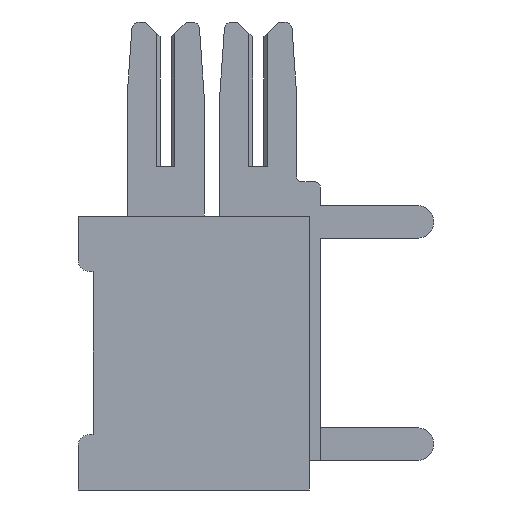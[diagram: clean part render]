
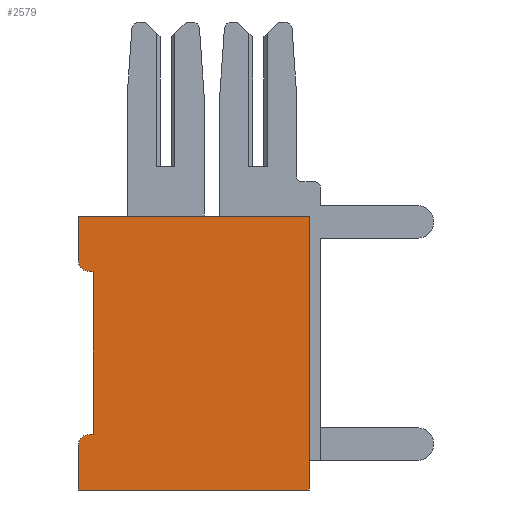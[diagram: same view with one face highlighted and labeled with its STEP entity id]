
A CAD part, left-side view. The second image highlights one B-rep face of the part: STEP entity #2579.
In plain terms, the highlighted planar face has unit normal (-1, 0, 0).
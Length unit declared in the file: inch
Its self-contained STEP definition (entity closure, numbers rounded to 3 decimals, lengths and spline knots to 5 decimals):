
#39 = ORIENTED_EDGE ( 'NONE', *, *, #1627, .F. ) ;
#159 = AXIS2_PLACEMENT_3D ( 'NONE', #7347, #1467, #2310 ) ;
#304 = EDGE_CURVE ( 'NONE', #1608, #3209, #8831, .T. ) ;
#354 = DIRECTION ( 'NONE',  ( 0., -1., 0. ) ) ;
#375 = VECTOR ( 'NONE', #11205, 39.37008 ) ;
#615 = EDGE_CURVE ( 'NONE', #1608, #7006, #9286, .T. ) ;
#745 = LINE ( 'NONE', #9830, #4152 ) ;
#873 = ORIENTED_EDGE ( 'NONE', *, *, #4434, .T. ) ;
#941 = DIRECTION ( 'NONE',  ( 0., -1., 0. ) ) ;
#1041 = VERTEX_POINT ( 'NONE', #9896 ) ;
#1249 = CARTESIAN_POINT ( 'NONE',  ( 0., 0.297, -0.295 ) ) ;
#1288 = EDGE_CURVE ( 'NONE', #1564, #2148, #11122, .T. ) ;
#1467 = DIRECTION ( 'NONE',  ( -1., 0., 0. ) ) ;
#1564 = VERTEX_POINT ( 'NONE', #9150 ) ;
#1608 = VERTEX_POINT ( 'NONE', #12159 ) ;
#1627 = EDGE_CURVE ( 'NONE', #3209, #7874, #5057, .T. ) ;
#1787 = DIRECTION ( 'NONE',  ( 0., 0., 1. ) ) ;
#1843 = VECTOR ( 'NONE', #6672, 39.37008 ) ;
#2015 = CARTESIAN_POINT ( 'NONE',  ( 0., 0.292, -0.075 ) ) ;
#2044 = VERTEX_POINT ( 'NONE', #11914 ) ;
#2148 = VERTEX_POINT ( 'NONE', #2015 ) ;
#2263 = VECTOR ( 'NONE', #5939, 39.37008 ) ;
#2310 = DIRECTION ( 'NONE',  ( 0., 0., 1. ) ) ;
#2400 = VECTOR ( 'NONE', #354, 39.37008 ) ;
#2505 = EDGE_CURVE ( 'NONE', #1041, #4416, #10339, .T. ) ;
#2514 = DIRECTION ( 'NONE',  ( 0., 0., 1. ) ) ;
#2579 = ADVANCED_FACE ( 'NONE', ( #12790 ), #12490, .T. ) ;
#2711 = VECTOR ( 'NONE', #2514, 39.37008 ) ;
#2884 = CARTESIAN_POINT ( 'NONE',  ( 0., 0.292, -0.295 ) ) ;
#3209 = VERTEX_POINT ( 'NONE', #7416 ) ;
#3258 = CARTESIAN_POINT ( 'NONE',  ( 0., 0., -0.37 ) ) ;
#3559 = CARTESIAN_POINT ( 'NONE',  ( 0., 0., -0.37 ) ) ;
#3706 = CARTESIAN_POINT ( 'NONE',  ( 0., 0.312, -0.37 ) ) ;
#3725 = DIRECTION ( 'NONE',  ( -1., 0., 0. ) ) ;
#4152 = VECTOR ( 'NONE', #10705, 39.37008 ) ;
#4200 = ORIENTED_EDGE ( 'NONE', *, *, #2505, .F. ) ;
#4358 = ORIENTED_EDGE ( 'NONE', *, *, #7864, .F. ) ;
#4416 = VERTEX_POINT ( 'NONE', #8209 ) ;
#4434 = EDGE_CURVE ( 'NONE', #1041, #2044, #4691, .T. ) ;
#4636 = DIRECTION ( 'NONE',  ( -1., 0., 0. ) ) ;
#4691 = LINE ( 'NONE', #3258, #375 ) ;
#5057 = LINE ( 'NONE', #7201, #2400 ) ;
#5468 = ORIENTED_EDGE ( 'NONE', *, *, #615, .T. ) ;
#5686 = CIRCLE ( 'NONE', #159, 0.015 ) ;
#5704 = CARTESIAN_POINT ( 'NONE',  ( 0., 0.297, -0.06 ) ) ;
#5939 = DIRECTION ( 'NONE',  ( 0., 0., 1. ) ) ;
#5952 = DIRECTION ( 'NONE',  ( 0., 0., 1. ) ) ;
#6238 = ORIENTED_EDGE ( 'NONE', *, *, #9971, .T. ) ;
#6623 = VERTEX_POINT ( 'NONE', #1249 ) ;
#6672 = DIRECTION ( 'NONE',  ( 0., 0., 1. ) ) ;
#6760 = ORIENTED_EDGE ( 'NONE', *, *, #8181, .T. ) ;
#6793 = VECTOR ( 'NONE', #5952, 39.37008 ) ;
#6843 = CARTESIAN_POINT ( 'NONE',  ( 0., 0., 0. ) ) ;
#6924 = ORIENTED_EDGE ( 'NONE', *, *, #1288, .F. ) ;
#7006 = VERTEX_POINT ( 'NONE', #12563 ) ;
#7201 = CARTESIAN_POINT ( 'NONE',  ( 0., 0., 0. ) ) ;
#7347 = CARTESIAN_POINT ( 'NONE',  ( 0., 0.297, -0.31 ) ) ;
#7416 = CARTESIAN_POINT ( 'NONE',  ( 0., 0.312, 0. ) ) ;
#7864 = EDGE_CURVE ( 'NONE', #2148, #7006, #745, .T. ) ;
#7874 = VERTEX_POINT ( 'NONE', #6843 ) ;
#8181 = EDGE_CURVE ( 'NONE', #2044, #7874, #11446, .T. ) ;
#8209 = CARTESIAN_POINT ( 'NONE',  ( 0., 0.312, -0.31 ) ) ;
#8318 = ORIENTED_EDGE ( 'NONE', *, *, #9509, .F. ) ;
#8323 = AXIS2_PLACEMENT_3D ( 'NONE', #5704, #3725, #12753 ) ;
#8831 = LINE ( 'NONE', #3706, #1843 ) ;
#9150 = CARTESIAN_POINT ( 'NONE',  ( 0., 0.292, -0.295 ) ) ;
#9286 = CIRCLE ( 'NONE', #8323, 0.015 ) ;
#9403 = ORIENTED_EDGE ( 'NONE', *, *, #304, .F. ) ;
#9509 = EDGE_CURVE ( 'NONE', #6623, #1564, #12160, .T. ) ;
#9803 = EDGE_LOOP ( 'NONE', ( #9403, #5468, #4358, #6924, #8318, #6238, #4200, #873, #6760, #39 ) ) ;
#9830 = CARTESIAN_POINT ( 'NONE',  ( 0., 0.312, -0.075 ) ) ;
#9896 = CARTESIAN_POINT ( 'NONE',  ( 0., 0.312, -0.37 ) ) ;
#9947 = CARTESIAN_POINT ( 'NONE',  ( 0., 0.312, -0.295 ) ) ;
#9971 = EDGE_CURVE ( 'NONE', #6623, #4416, #5686, .T. ) ;
#10339 = LINE ( 'NONE', #10385, #2711 ) ;
#10385 = CARTESIAN_POINT ( 'NONE',  ( 0., 0.312, -0.37 ) ) ;
#10705 = DIRECTION ( 'NONE',  ( 0., 1., 0. ) ) ;
#11122 = LINE ( 'NONE', #2884, #2263 ) ;
#11205 = DIRECTION ( 'NONE',  ( 0., -1., 0. ) ) ;
#11446 = LINE ( 'NONE', #11997, #6793 ) ;
#11914 = CARTESIAN_POINT ( 'NONE',  ( 0., 0., -0.37 ) ) ;
#11997 = CARTESIAN_POINT ( 'NONE',  ( 0., 0., -0.37 ) ) ;
#12159 = CARTESIAN_POINT ( 'NONE',  ( 0., 0.312, -0.06 ) ) ;
#12160 = LINE ( 'NONE', #9947, #12770 ) ;
#12462 = AXIS2_PLACEMENT_3D ( 'NONE', #3559, #4636, #1787 ) ;
#12490 = PLANE ( 'NONE',  #12462 ) ;
#12563 = CARTESIAN_POINT ( 'NONE',  ( 0., 0.297, -0.075 ) ) ;
#12753 = DIRECTION ( 'NONE',  ( 0., 0., 1. ) ) ;
#12770 = VECTOR ( 'NONE', #941, 39.37008 ) ;
#12790 = FACE_OUTER_BOUND ( 'NONE', #9803, .T. ) ;
